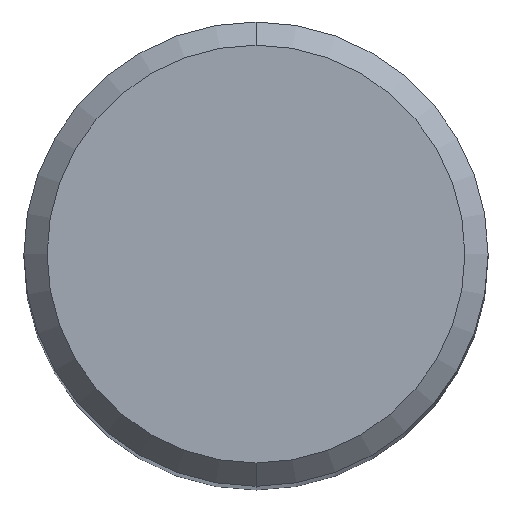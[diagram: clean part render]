
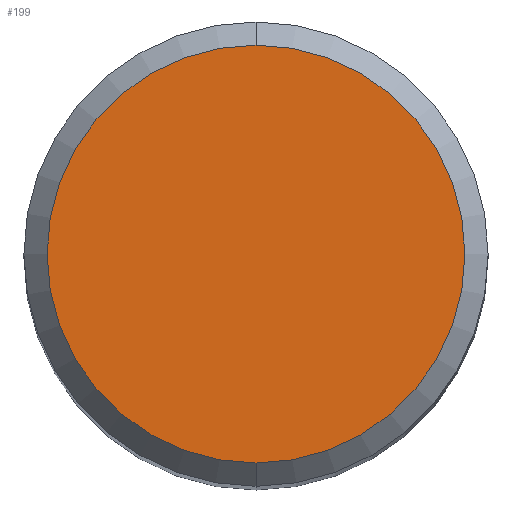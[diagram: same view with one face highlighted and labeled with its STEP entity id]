
A CAD part, top view. The second image highlights one B-rep face of the part: STEP entity #199.
In plain terms, the highlighted planar face has unit normal (0, 0, 1).
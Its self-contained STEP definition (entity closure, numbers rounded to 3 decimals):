
#199=ADVANCED_FACE('',(#509),#510,.T.);
#231=EDGE_CURVE('',#371,#405,#543,.T.);
#371=VERTEX_POINT('',#701);
#379=EDGE_CURVE('',#405,#371,#711,.T.);
#405=VERTEX_POINT('',#737);
#509=FACE_OUTER_BOUND('',#845,.T.);
#510=PLANE('',#846);
#543=CIRCLE('',#919,3.6);
#701=CARTESIAN_POINT('',(0.,-3.6,0.0));
#711=CIRCLE('',#1270,3.6);
#737=CARTESIAN_POINT('',(0.0,3.6,0.0));
#845=EDGE_LOOP('',(#1488,#1489));
#846=AXIS2_PLACEMENT_3D('',#1490,#1491,#1492);
#919=AXIS2_PLACEMENT_3D('',#1520,#1521,#1522);
#1270=AXIS2_PLACEMENT_3D('',#1753,#1754,#1755);
#1488=ORIENTED_EDGE('',*,*,#379,.F.);
#1489=ORIENTED_EDGE('',*,*,#231,.F.);
#1490=CARTESIAN_POINT('',(0.0,1.8,0.0));
#1491=DIRECTION('',(-0.0,0.0,1.0));
#1492=DIRECTION('',(0.0,-1.0,0.0));
#1520=CARTESIAN_POINT('',(0.0,0.0,0.0));
#1521=DIRECTION('',(0.0,0.0,-1.0));
#1522=DIRECTION('',(0.0,1.0,0.0));
#1753=CARTESIAN_POINT('',(0.0,0.0,0.0));
#1754=DIRECTION('',(0.0,0.0,-1.0));
#1755=DIRECTION('',(0.0,1.0,0.0));
